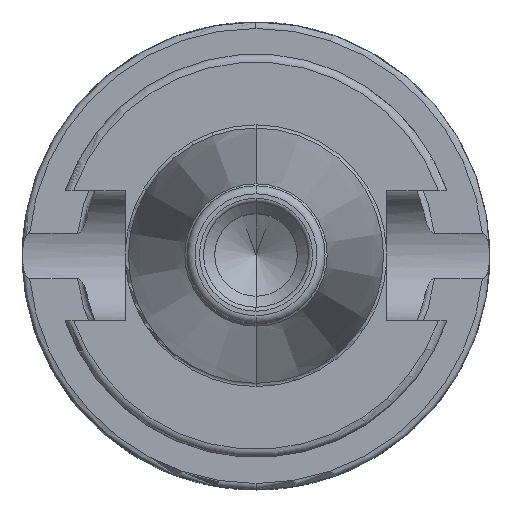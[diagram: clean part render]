
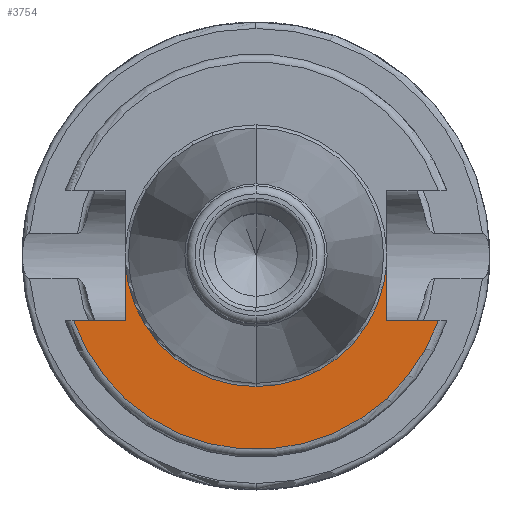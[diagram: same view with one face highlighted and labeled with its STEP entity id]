
A CAD part, top view. The second image highlights one B-rep face of the part: STEP entity #3754.
In plain terms, the highlighted planar face has unit normal (0, 0, 1).
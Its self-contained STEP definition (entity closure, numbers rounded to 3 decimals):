
#1327=DIRECTION('',(1,0,0));
#1328=VECTOR('',#1327,6.41);
#1329=CARTESIAN_POINT('',(-22.61,-8.05,8));
#1330=LINE('',#1329,#1328);
#1331=DIRECTION('',(0,1,0));
#1332=VECTOR('',#1331,7.315);
#1333=CARTESIAN_POINT('',(-16.2,-8.05,8));
#1334=LINE('',#1333,#1332);
#1335=DIRECTION('',(0,-1,0));
#1336=VECTOR('',#1335,7.315);
#1337=CARTESIAN_POINT('',(16.2,-0.735,8));
#1338=LINE('',#1337,#1336);
#1339=DIRECTION('',(-1,0,0));
#1340=VECTOR('',#1339,6.41);
#1341=CARTESIAN_POINT('',(22.61,-8.05,8));
#1342=LINE('',#1341,#1340);
#1380=CARTESIAN_POINT('',(0,0,8));
#1381=DIRECTION('',(0,0,1));
#1382=DIRECTION('',(-0.999,-0.045,0));
#1383=AXIS2_PLACEMENT_3D('',#1380,#1381,#1382);
#1391=CARTESIAN_POINT('',(0,0,8));
#1392=DIRECTION('',(0,0,-1));
#1393=DIRECTION('',(0.999,-0.045,0));
#1394=AXIS2_PLACEMENT_3D('',#1391,#1392,#1393);
#1762=CARTESIAN_POINT('',(0,0,8));
#1763=DIRECTION('',(0,0,1));
#1764=DIRECTION('',(-0.942,-0.335,0));
#1765=AXIS2_PLACEMENT_3D('',#1762,#1763,#1764);
#1933=CARTESIAN_POINT('',(0,-16.217,8));
#1935=VERTEX_POINT('',#1933);
#1987=CARTESIAN_POINT('',(-22.61,-8.05,8));
#1988=CARTESIAN_POINT('',(-16.2,-8.05,8));
#1989=VERTEX_POINT('',#1987);
#1990=VERTEX_POINT('',#1988);
#1991=CARTESIAN_POINT('',(-16.2,-0.735,8));
#1992=VERTEX_POINT('',#1991);
#2003=CARTESIAN_POINT('',(16.2,-0.735,8));
#2004=CARTESIAN_POINT('',(16.2,-8.05,8));
#2005=VERTEX_POINT('',#2003);
#2006=VERTEX_POINT('',#2004);
#2007=CARTESIAN_POINT('',(22.61,-8.05,8));
#2008=VERTEX_POINT('',#2007);
#3737=CARTESIAN_POINT('',(0,0,8));
#3738=DIRECTION('',(0,0,-1));
#3739=DIRECTION('',(0,-1,0));
#3740=AXIS2_PLACEMENT_3D('',#3737,#3738,#3739);
#3741=PLANE('',#3740);
#3742=ORIENTED_EDGE('',*,*,#2443,.T.);
#3743=ORIENTED_EDGE('',*,*,#2518,.T.);
#3745=ORIENTED_EDGE('',*,*,#3744,.T.);
#3747=ORIENTED_EDGE('',*,*,#3746,.F.);
#3748=ORIENTED_EDGE('',*,*,#2366,.T.);
#3749=ORIENTED_EDGE('',*,*,#2352,.F.);
#3751=ORIENTED_EDGE('',*,*,#3750,.F.);
#3752=EDGE_LOOP('',(#3742,#3743,#3745,#3747,#3748,#3749,#3751));
#3753=FACE_OUTER_BOUND('',#3752,.F.);
#3754=ADVANCED_FACE('',(#3753),#3741,.F.);
#1384=CIRCLE('',#1383,16.217);
#1395=CIRCLE('',#1394,16.217);
#1766=CIRCLE('',#1765,24);
#2352=EDGE_CURVE('',#2008,#2006,#1342,.T.);
#2366=EDGE_CURVE('',#2005,#2006,#1338,.T.);
#2443=EDGE_CURVE('',#1989,#1990,#1330,.T.);
#2518=EDGE_CURVE('',#1990,#1992,#1334,.T.);
#3744=EDGE_CURVE('',#1992,#1935,#1384,.T.);
#3746=EDGE_CURVE('',#2005,#1935,#1395,.T.);
#3750=EDGE_CURVE('',#1989,#2008,#1766,.T.);
